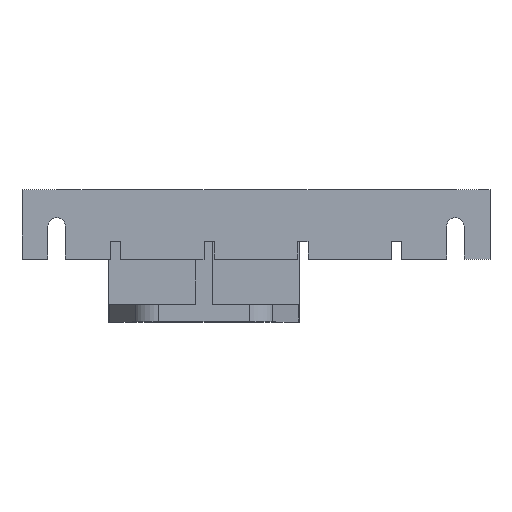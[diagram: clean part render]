
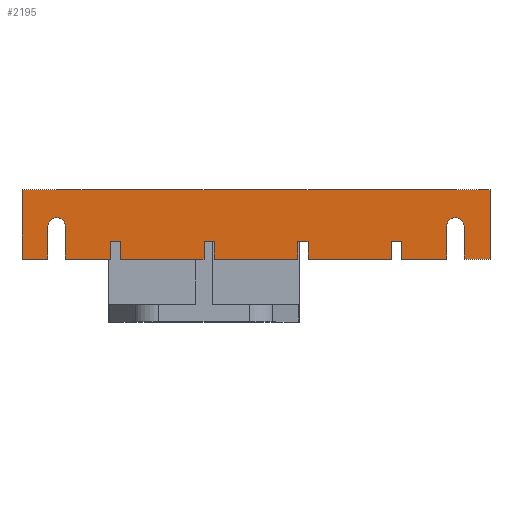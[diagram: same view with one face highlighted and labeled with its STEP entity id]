
A CAD part, top view. The second image highlights one B-rep face of the part: STEP entity #2195.
In plain terms, the highlighted planar face has unit normal (0, 0, 1).
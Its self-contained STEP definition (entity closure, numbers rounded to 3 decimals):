
#137=FACE_OUTER_BOUND('',#255,.T.);
#255=EDGE_LOOP('',(#1860,#1861,#1862,#1863,#1864,#1865,#1866,#1867,#1868,
#1869,#1870,#1871,#1872,#1873,#1874,#1875,#1876,#1877,#1878,#1879,#1880,
#1881,#1882,#1883,#1884,#1885,#1886,#1887));
#328=LINE('',#3088,#603);
#451=LINE('',#3339,#726);
#457=LINE('',#3351,#732);
#459=LINE('',#3354,#734);
#461=LINE('',#3360,#736);
#467=LINE('',#3372,#742);
#469=LINE('',#3375,#744);
#473=LINE('',#3384,#748);
#475=LINE('',#3390,#750);
#478=LINE('',#3395,#753);
#481=LINE('',#3402,#756);
#487=LINE('',#3414,#762);
#489=LINE('',#3417,#764);
#490=LINE('',#3420,#765);
#495=LINE('',#3429,#770);
#496=LINE('',#3431,#771);
#498=LINE('',#3434,#773);
#501=LINE('',#3438,#776);
#526=LINE('',#3557,#801);
#528=LINE('',#3560,#803);
#529=LINE('',#3563,#804);
#531=LINE('',#3567,#806);
#532=LINE('',#3571,#807);
#533=LINE('',#3572,#808);
#534=LINE('',#3574,#809);
#535=LINE('',#3575,#810);
#603=VECTOR('',#2510,10.);
#726=VECTOR('',#2707,10.);
#732=VECTOR('',#2715,10.);
#734=VECTOR('',#2719,10.);
#736=VECTOR('',#2723,10.);
#742=VECTOR('',#2731,10.);
#744=VECTOR('',#2735,10.);
#748=VECTOR('',#2741,10.);
#750=VECTOR('',#2745,10.);
#753=VECTOR('',#2750,10.);
#756=VECTOR('',#2755,10.);
#762=VECTOR('',#2763,10.);
#764=VECTOR('',#2767,10.);
#765=VECTOR('',#2770,10.);
#770=VECTOR('',#2777,10.);
#771=VECTOR('',#2780,10.);
#773=VECTOR('',#2784,10.);
#776=VECTOR('',#2789,10.);
#801=VECTOR('',#2850,10.);
#803=VECTOR('',#2854,10.);
#804=VECTOR('',#2857,10.);
#806=VECTOR('',#2861,10.);
#807=VECTOR('',#2864,10.);
#808=VECTOR('',#2865,10.);
#809=VECTOR('',#2866,10.);
#810=VECTOR('',#2867,10.);
#861=CIRCLE('',#2343,2.5);
#862=CIRCLE('',#2348,2.5);
#927=VERTEX_POINT('',#3085);
#928=VERTEX_POINT('',#3087);
#1017=VERTEX_POINT('',#3335);
#1019=VERTEX_POINT('',#3338);
#1022=VERTEX_POINT('',#3345);
#1024=VERTEX_POINT('',#3349);
#1025=VERTEX_POINT('',#3356);
#1027=VERTEX_POINT('',#3359);
#1030=VERTEX_POINT('',#3366);
#1032=VERTEX_POINT('',#3370);
#1034=VERTEX_POINT('',#3378);
#1036=VERTEX_POINT('',#3382);
#1037=VERTEX_POINT('',#3386);
#1039=VERTEX_POINT('',#3389);
#1041=VERTEX_POINT('',#3398);
#1043=VERTEX_POINT('',#3401);
#1046=VERTEX_POINT('',#3408);
#1048=VERTEX_POINT('',#3412);
#1049=VERTEX_POINT('',#3419);
#1052=VERTEX_POINT('',#3427);
#1064=VERTEX_POINT('',#3550);
#1065=VERTEX_POINT('',#3552);
#1066=VERTEX_POINT('',#3556);
#1067=VERTEX_POINT('',#3562);
#1068=VERTEX_POINT('',#3566);
#1069=VERTEX_POINT('',#3568);
#1070=VERTEX_POINT('',#3570);
#1071=VERTEX_POINT('',#3573);
#1152=EDGE_CURVE('',#927,#928,#328,.T.);
#1277=EDGE_CURVE('',#1019,#1017,#451,.T.);
#1283=EDGE_CURVE('',#1022,#1024,#457,.T.);
#1285=EDGE_CURVE('',#1024,#1019,#459,.T.);
#1287=EDGE_CURVE('',#1027,#1025,#461,.T.);
#1293=EDGE_CURVE('',#1030,#1032,#467,.T.);
#1295=EDGE_CURVE('',#1032,#1027,#469,.T.);
#1299=EDGE_CURVE('',#1034,#1036,#473,.T.);
#1301=EDGE_CURVE('',#1039,#1037,#475,.T.);
#1304=EDGE_CURVE('',#1036,#1039,#478,.T.);
#1307=EDGE_CURVE('',#1043,#1041,#481,.T.);
#1313=EDGE_CURVE('',#1046,#1048,#487,.T.);
#1315=EDGE_CURVE('',#1048,#1043,#489,.T.);
#1316=EDGE_CURVE('',#1046,#1049,#490,.T.);
#1321=EDGE_CURVE('',#1052,#1037,#495,.T.);
#1322=EDGE_CURVE('',#1030,#1041,#496,.T.);
#1324=EDGE_CURVE('',#1022,#1025,#498,.T.);
#1327=EDGE_CURVE('',#1034,#1017,#501,.T.);
#1358=EDGE_CURVE('',#1064,#1065,#861,.T.);
#1359=EDGE_CURVE('',#1066,#1064,#526,.T.);
#1361=EDGE_CURVE('',#1065,#1049,#528,.T.);
#1362=EDGE_CURVE('',#1066,#1067,#529,.T.);
#1364=EDGE_CURVE('',#1052,#1068,#531,.T.);
#1365=EDGE_CURVE('',#1068,#1069,#862,.T.);
#1366=EDGE_CURVE('',#1069,#1070,#532,.T.);
#1367=EDGE_CURVE('',#928,#1070,#533,.T.);
#1368=EDGE_CURVE('',#1071,#927,#534,.T.);
#1369=EDGE_CURVE('',#1071,#1067,#535,.T.);
#1860=ORIENTED_EDGE('',*,*,#1277,.T.);
#1861=ORIENTED_EDGE('',*,*,#1327,.F.);
#1862=ORIENTED_EDGE('',*,*,#1299,.T.);
#1863=ORIENTED_EDGE('',*,*,#1304,.T.);
#1864=ORIENTED_EDGE('',*,*,#1301,.T.);
#1865=ORIENTED_EDGE('',*,*,#1321,.F.);
#1866=ORIENTED_EDGE('',*,*,#1364,.T.);
#1867=ORIENTED_EDGE('',*,*,#1365,.T.);
#1868=ORIENTED_EDGE('',*,*,#1366,.T.);
#1869=ORIENTED_EDGE('',*,*,#1367,.F.);
#1870=ORIENTED_EDGE('',*,*,#1152,.F.);
#1871=ORIENTED_EDGE('',*,*,#1368,.F.);
#1872=ORIENTED_EDGE('',*,*,#1369,.T.);
#1873=ORIENTED_EDGE('',*,*,#1362,.F.);
#1874=ORIENTED_EDGE('',*,*,#1359,.T.);
#1875=ORIENTED_EDGE('',*,*,#1358,.T.);
#1876=ORIENTED_EDGE('',*,*,#1361,.T.);
#1877=ORIENTED_EDGE('',*,*,#1316,.F.);
#1878=ORIENTED_EDGE('',*,*,#1313,.T.);
#1879=ORIENTED_EDGE('',*,*,#1315,.T.);
#1880=ORIENTED_EDGE('',*,*,#1307,.T.);
#1881=ORIENTED_EDGE('',*,*,#1322,.F.);
#1882=ORIENTED_EDGE('',*,*,#1293,.T.);
#1883=ORIENTED_EDGE('',*,*,#1295,.T.);
#1884=ORIENTED_EDGE('',*,*,#1287,.T.);
#1885=ORIENTED_EDGE('',*,*,#1324,.F.);
#1886=ORIENTED_EDGE('',*,*,#1283,.T.);
#1887=ORIENTED_EDGE('',*,*,#1285,.T.);
#2095=PLANE('',#2347);
#2195=ADVANCED_FACE('',(#137),#2095,.T.);
#2343=AXIS2_PLACEMENT_3D('',#3554,#2846,#2847);
#2347=AXIS2_PLACEMENT_3D('',#3565,#2859,#2860);
#2348=AXIS2_PLACEMENT_3D('',#3569,#2862,#2863);
#2510=DIRECTION('',(0.,-1.,0.));
#2707=DIRECTION('',(0.,-1.,0.));
#2715=DIRECTION('',(0.,1.,0.));
#2719=DIRECTION('',(1.,0.,0.));
#2723=DIRECTION('',(0.,-1.,0.));
#2731=DIRECTION('',(0.,1.,0.));
#2735=DIRECTION('',(1.,0.,0.));
#2741=DIRECTION('',(0.,1.,0.));
#2745=DIRECTION('',(0.,-1.,0.));
#2750=DIRECTION('',(1.,0.,0.));
#2755=DIRECTION('',(0.,-1.,0.));
#2763=DIRECTION('',(0.,1.,0.));
#2767=DIRECTION('',(1.,0.,0.));
#2770=DIRECTION('',(-1.,0.,0.));
#2777=DIRECTION('',(-1.,0.,0.));
#2780=DIRECTION('',(-1.,0.,0.));
#2784=DIRECTION('',(-1.,0.,0.));
#2789=DIRECTION('',(-1.,0.,0.));
#2846=DIRECTION('center_axis',(0.,0.,-1.));
#2847=DIRECTION('ref_axis',(1.,0.,0.));
#2850=DIRECTION('',(0.,1.,0.));
#2854=DIRECTION('',(0.,-1.,0.));
#2857=DIRECTION('',(-1.,0.,0.));
#2859=DIRECTION('center_axis',(0.,0.,1.));
#2860=DIRECTION('ref_axis',(1.,0.,0.));
#2861=DIRECTION('',(0.,1.,0.));
#2862=DIRECTION('center_axis',(0.,0.,-1.));
#2863=DIRECTION('ref_axis',(-1.,0.,0.));
#2864=DIRECTION('',(0.,-1.,0.));
#2865=DIRECTION('',(-1.,0.,0.));
#2866=DIRECTION('',(1.,0.,0.));
#2867=DIRECTION('',(0.,-1.,0.));
#3085=CARTESIAN_POINT('',(280.,30.,116.3));
#3087=CARTESIAN_POINT('',(280.,10.,116.3));
#3088=CARTESIAN_POINT('',(280.,25.,116.3));
#3335=CARTESIAN_POINT('',(227.5,10.,116.3));
#3338=CARTESIAN_POINT('',(227.5,15.,116.3));
#3339=CARTESIAN_POINT('',(227.5,18.75,116.3));
#3345=CARTESIAN_POINT('',(224.5,10.,116.3));
#3349=CARTESIAN_POINT('',(224.5,15.,116.3));
#3351=CARTESIAN_POINT('',(224.5,18.75,116.3));
#3354=CARTESIAN_POINT('',(188.,15.,116.3));
#3356=CARTESIAN_POINT('',(200.5,10.,116.3));
#3359=CARTESIAN_POINT('',(200.5,15.,116.3));
#3360=CARTESIAN_POINT('',(200.5,18.75,116.3));
#3366=CARTESIAN_POINT('',(197.5,10.,116.3));
#3370=CARTESIAN_POINT('',(197.5,15.,116.3));
#3372=CARTESIAN_POINT('',(197.5,18.75,116.3));
#3375=CARTESIAN_POINT('',(174.5,15.,116.3));
#3378=CARTESIAN_POINT('',(251.5,10.,116.3));
#3382=CARTESIAN_POINT('',(251.5,15.,116.3));
#3384=CARTESIAN_POINT('',(251.5,18.75,116.3));
#3386=CARTESIAN_POINT('',(254.5,10.,116.3));
#3389=CARTESIAN_POINT('',(254.5,15.,116.3));
#3390=CARTESIAN_POINT('',(254.5,18.75,116.3));
#3395=CARTESIAN_POINT('',(201.5,15.,116.3));
#3398=CARTESIAN_POINT('',(173.5,10.,116.3));
#3401=CARTESIAN_POINT('',(173.5,15.,116.3));
#3402=CARTESIAN_POINT('',(173.5,18.75,116.3));
#3408=CARTESIAN_POINT('',(170.5,10.,116.3));
#3412=CARTESIAN_POINT('',(170.5,15.,116.3));
#3414=CARTESIAN_POINT('',(170.5,18.75,116.3));
#3417=CARTESIAN_POINT('',(161.,15.,116.3));
#3419=CARTESIAN_POINT('',(157.5,10.,116.3));
#3420=CARTESIAN_POINT('',(280.,10.,116.3));
#3427=CARTESIAN_POINT('',(267.5,10.,116.3));
#3429=CARTESIAN_POINT('',(280.,10.,116.3));
#3431=CARTESIAN_POINT('',(280.,10.,116.3));
#3434=CARTESIAN_POINT('',(280.,10.,116.3));
#3438=CARTESIAN_POINT('',(280.,10.,116.3));
#3550=CARTESIAN_POINT('',(152.5,19.5,116.3));
#3552=CARTESIAN_POINT('',(157.5,19.5,116.3));
#3554=CARTESIAN_POINT('Origin',(155.,19.5,116.3));
#3556=CARTESIAN_POINT('',(152.5,10.,116.3));
#3557=CARTESIAN_POINT('',(152.5,23.5,116.3));
#3560=CARTESIAN_POINT('',(157.5,18.75,116.3));
#3562=CARTESIAN_POINT('',(145.,10.,116.3));
#3563=CARTESIAN_POINT('',(280.,10.,116.3));
#3565=CARTESIAN_POINT('Origin',(150.,27.5,116.3));
#3566=CARTESIAN_POINT('',(267.5,19.502,116.3));
#3567=CARTESIAN_POINT('',(267.5,23.501,116.3));
#3568=CARTESIAN_POINT('',(272.5,19.5,116.3));
#3569=CARTESIAN_POINT('Origin',(270.,19.5,116.3));
#3570=CARTESIAN_POINT('',(272.5,10.,116.3));
#3571=CARTESIAN_POINT('',(272.5,18.75,116.3));
#3572=CARTESIAN_POINT('',(280.,10.,116.3));
#3573=CARTESIAN_POINT('',(145.,30.,116.3));
#3574=CARTESIAN_POINT('',(155.,30.,116.3));
#3575=CARTESIAN_POINT('',(145.,25.,116.3));
